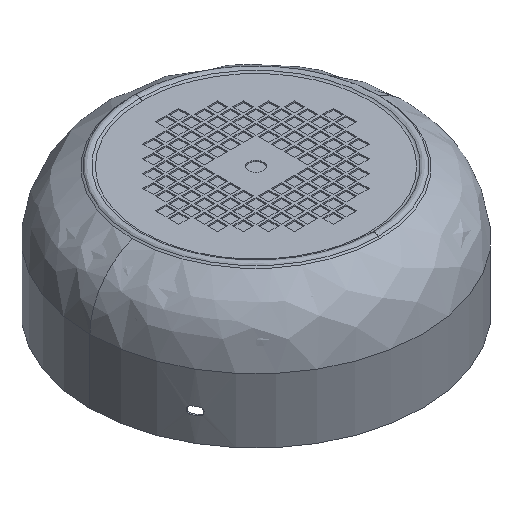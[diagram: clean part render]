
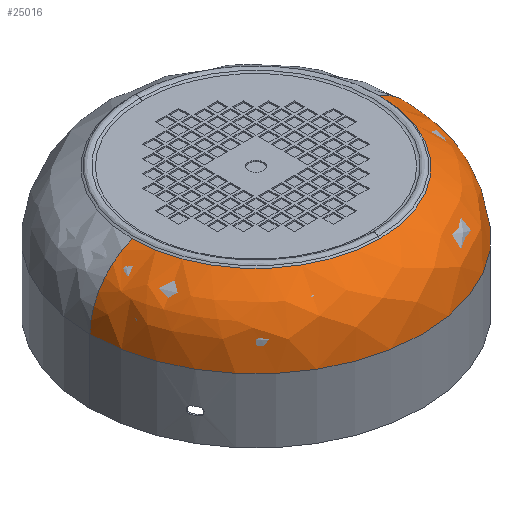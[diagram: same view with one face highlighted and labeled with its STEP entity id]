
A CAD part, isometric view. The second image highlights one B-rep face of the part: STEP entity #25016.
In plain terms, the highlighted free-form (B-spline) face has degree [3, 3] with [4, 4] control points.
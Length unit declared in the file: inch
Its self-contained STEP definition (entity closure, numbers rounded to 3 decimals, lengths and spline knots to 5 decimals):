
#213 = CARTESIAN_POINT ( 'NONE',  ( -2.48345, 0.92337, 6.98622 ) ) ;
#324 = EDGE_CURVE ( 'NONE', #17212, #13159, #10744, .T. ) ;
#2329 = CARTESIAN_POINT ( 'NONE',  ( -5.55431, 0.92337, 6.98622 ) ) ;
#2477 = VERTEX_POINT ( 'NONE', #13907 ) ;
#2922 = CARTESIAN_POINT ( 'NONE',  ( -7.57006, -9.24986, 7.84904 ) ) ;
#3112 = VERTEX_POINT ( 'NONE', #4801 ) ;
#3456 = DIRECTION ( 'NONE',  ( 0., 0., -1. ) ) ;
#3554 = DIRECTION ( 'NONE',  ( -1., 0., 0. ) ) ;
#3907 = CIRCLE ( 'NONE', #23222, 3.79194 ) ;
#4177 =( BOUNDED_SURFACE ( )  B_SPLINE_SURFACE ( 3, 3, ( 
 ( #13619, #20632, #24796, #15942 ),
 ( #9225, #11575, #2922, #20729 ),
 ( #9613, #7184, #27148, #9520 ),
 ( #22934, #27348, #22746, #11752 ) ),
 .UNSPECIFIED., .F., .F., .F. ) 
 B_SPLINE_SURFACE_WITH_KNOTS ( ( 4, 4 ),
 ( 4, 4 ),
 ( 0., 1. ),
 ( 0., 1. ),
 .UNSPECIFIED. ) 
 GEOMETRIC_REPRESENTATION_ITEM ( )  RATIONAL_B_SPLINE_SURFACE ( (
 ( 1., 0.333, 0.333, 1.),
 ( 0.883, 0.294, 0.294, 0.883),
 ( 0.883, 0.294, 0.294, 0.883),
 ( 1., 0.333, 0.333, 1.) ) ) 
 REPRESENTATION_ITEM ( '' )  SURFACE ( )  );
#4801 = CARTESIAN_POINT ( 'NONE',  ( -2.48345, -2.86857, 8.86858 ) ) ;
#6808 = DIRECTION ( 'NONE',  ( -1., 0., 0. ) ) ;
#7184 = CARTESIAN_POINT ( 'NONE',  ( 2.11422, -8.27196, 8.55994 ) ) ;
#7494 = AXIS2_PLACEMENT_3D ( 'NONE', #2329, #15728, #17691 ) ;
#7873 = CARTESIAN_POINT ( 'NONE',  ( -7.57006, 0.92337, 6.98622 ) ) ;
#9225 = CARTESIAN_POINT ( 'NONE',  ( 2.60317, 0.92337, 7.84904 ) ) ;
#9520 = CARTESIAN_POINT ( 'NONE',  ( -7.08111, 0.92337, 8.55994 ) ) ;
#9613 = CARTESIAN_POINT ( 'NONE',  ( 2.11422, 0.92337, 8.55994 ) ) ;
#10744 = CIRCLE ( 'NONE', #20793, 5.08661 ) ;
#11372 = CARTESIAN_POINT ( 'NONE',  ( -6.27539, 0.92337, 8.86858 ) ) ;
#11575 = CARTESIAN_POINT ( 'NONE',  ( 2.60317, -9.24986, 7.84904 ) ) ;
#11752 = CARTESIAN_POINT ( 'NONE',  ( -6.27539, 0.92337, 8.86858 ) ) ;
#13159 = VERTEX_POINT ( 'NONE', #7873 ) ;
#13253 = ORIENTED_EDGE ( 'NONE', *, *, #15555, .T. ) ;
#13619 = CARTESIAN_POINT ( 'NONE',  ( 2.60317, 0.92337, 6.98622 ) ) ;
#13811 = CARTESIAN_POINT ( 'NONE',  ( -2.48345, 0.92337, 8.86858 ) ) ;
#13864 = FACE_OUTER_BOUND ( 'NONE', #24405, .T. ) ;
#13907 = CARTESIAN_POINT ( 'NONE',  ( 1.3085, 0.92337, 8.86858 ) ) ;
#14030 = CIRCLE ( 'NONE', #24940, 2.01575 ) ;
#15202 = DIRECTION ( 'NONE',  ( 0., -1., 0. ) ) ;
#15555 = EDGE_CURVE ( 'NONE', #2477, #3112, #3907, .T. ) ;
#15728 = DIRECTION ( 'NONE',  ( 0., 1., 0. ) ) ;
#15776 = ORIENTED_EDGE ( 'NONE', *, *, #20951, .T. ) ;
#15942 = CARTESIAN_POINT ( 'NONE',  ( -7.57006, 0.92337, 6.98622 ) ) ;
#17212 = VERTEX_POINT ( 'NONE', #22923 ) ;
#17691 = DIRECTION ( 'NONE',  ( -1., 0., 0. ) ) ;
#18400 = CIRCLE ( 'NONE', #7494, 2.01575 ) ;
#18836 = VERTEX_POINT ( 'NONE', #11372 ) ;
#18965 = ORIENTED_EDGE ( 'NONE', *, *, #324, .F. ) ;
#19464 = EDGE_CURVE ( 'NONE', #13159, #18836, #18400, .T. ) ;
#20632 = CARTESIAN_POINT ( 'NONE',  ( 2.60317, -9.24986, 6.98622 ) ) ;
#20729 = CARTESIAN_POINT ( 'NONE',  ( -7.57006, 0.92337, 7.84904 ) ) ;
#20793 = AXIS2_PLACEMENT_3D ( 'NONE', #213, #28812, #6808 ) ;
#20951 = EDGE_CURVE ( 'NONE', #17212, #2477, #14030, .T. ) ;
#21131 = CARTESIAN_POINT ( 'NONE',  ( -2.48345, 0.92337, 8.86858 ) ) ;
#21295 = EDGE_CURVE ( 'NONE', #3112, #18836, #26144, .T. ) ;
#21631 = DIRECTION ( 'NONE',  ( 1., 0., 0. ) ) ;
#22552 = DIRECTION ( 'NONE',  ( -1., 0., 0. ) ) ;
#22746 = CARTESIAN_POINT ( 'NONE',  ( -6.27539, -6.66051, 8.86858 ) ) ;
#22923 = CARTESIAN_POINT ( 'NONE',  ( 2.60317, 0.92337, 6.98622 ) ) ;
#22934 = CARTESIAN_POINT ( 'NONE',  ( 1.3085, 0.92337, 8.86858 ) ) ;
#23103 = ORIENTED_EDGE ( 'NONE', *, *, #19464, .F. ) ;
#23218 = ORIENTED_EDGE ( 'NONE', *, *, #21295, .T. ) ;
#23222 = AXIS2_PLACEMENT_3D ( 'NONE', #13811, #27446, #22552 ) ;
#24405 = EDGE_LOOP ( 'NONE', ( #18965, #15776, #13253, #23218, #23103 ) ) ;
#24796 = CARTESIAN_POINT ( 'NONE',  ( -7.57006, -9.24986, 6.98622 ) ) ;
#24940 = AXIS2_PLACEMENT_3D ( 'NONE', #26301, #15202, #21631 ) ;
#25016 = ADVANCED_FACE ( 'NONE', ( #13864 ), #4177, .T. ) ;
#26144 = CIRCLE ( 'NONE', #28138, 3.79194 ) ;
#26301 = CARTESIAN_POINT ( 'NONE',  ( 0.58742, 0.92337, 6.98622 ) ) ;
#27148 = CARTESIAN_POINT ( 'NONE',  ( -7.08111, -8.27196, 8.55994 ) ) ;
#27348 = CARTESIAN_POINT ( 'NONE',  ( 1.3085, -6.66051, 8.86858 ) ) ;
#27446 = DIRECTION ( 'NONE',  ( 0., 0., -1. ) ) ;
#28138 = AXIS2_PLACEMENT_3D ( 'NONE', #21131, #3456, #3554 ) ;
#28812 = DIRECTION ( 'NONE',  ( 0., 0., -1. ) ) ;
